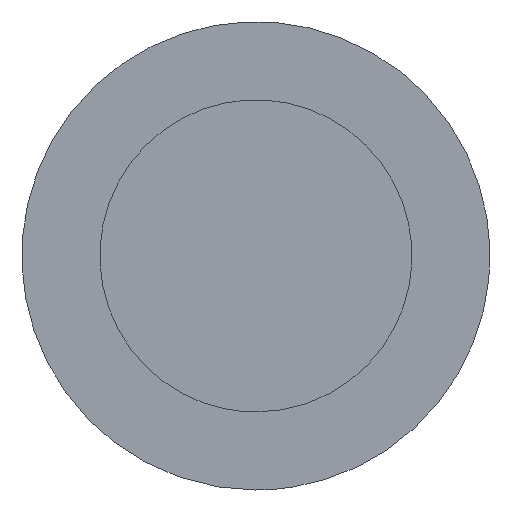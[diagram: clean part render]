
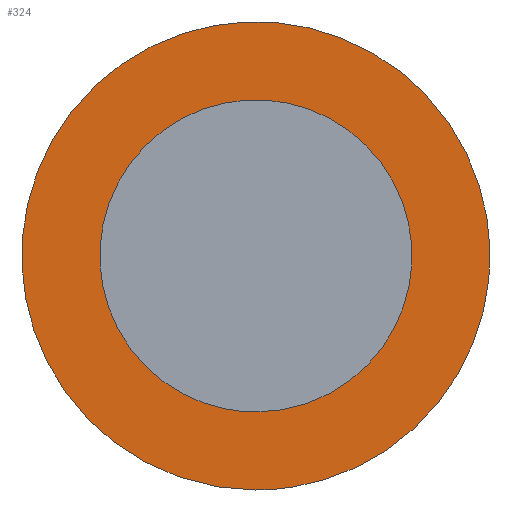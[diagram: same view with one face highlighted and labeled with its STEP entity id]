
A CAD part, left-side view. The second image highlights one B-rep face of the part: STEP entity #324.
In plain terms, the highlighted planar face has unit normal (-1, 0, 0).
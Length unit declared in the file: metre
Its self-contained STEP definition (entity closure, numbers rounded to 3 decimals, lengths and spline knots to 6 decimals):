
#4 = CARTESIAN_POINT('NONE', (0, 0, -0.004763));
#5 = VERTEX_POINT('NONE', #4);
#32 = CARTESIAN_POINT('NONE', (0, 0., -0.003175));
#33 = VERTEX_POINT('NONE', #32);
#36 = CARTESIAN_POINT('NONE', (0, 0, -0.004763));
#37 = CARTESIAN_POINT('NONE', (0, 0.004762, -0.004763));
#38 = CARTESIAN_POINT('NONE', (0, 0.004763, 0.));
#39 = CARTESIAN_POINT('NONE', (0, 0.004763, 0.004762));
#40 = CARTESIAN_POINT('NONE', (0, 0., 0.004763));
#41 = CARTESIAN_POINT('NONE', (0, -0.004762, 0.004763));
#42 = CARTESIAN_POINT('NONE', (0, -0.004763, 0.));
#43 = CARTESIAN_POINT('NONE', (0, -0.004763, -0.004762));
#44 = CARTESIAN_POINT('NONE', (0, 0, -0.004763));
#45 = (
  BOUNDED_CURVE()
  B_SPLINE_CURVE(2, (#36, #37, #38, #39, #40, #41, #42, #43, #44), .UNSPECIFIED., .F., .F.)
  B_SPLINE_CURVE_WITH_KNOTS((3, 2, 2, 2, 3), (0, 0.25, 0.5, 0.75, 1), .UNSPECIFIED.)
  CURVE()
  GEOMETRIC_REPRESENTATION_ITEM()
  RATIONAL_B_SPLINE_CURVE((1, 0.707, 1, 0.707, 1, 0.707, 1, 0.707, 1))
  REPRESENTATION_ITEM('NONE')
);
#132 = CARTESIAN_POINT('NONE', (0, 0., -0.003175));
#133 = CARTESIAN_POINT('NONE', (0, -0.003175, -0.003175));
#134 = CARTESIAN_POINT('NONE', (0, -0.003175, 0.));
#135 = CARTESIAN_POINT('NONE', (0, -0.003175, 0.003175));
#136 = CARTESIAN_POINT('NONE', (0, 0., 0.003175));
#137 = CARTESIAN_POINT('NONE', (0, 0.003175, 0.003175));
#138 = CARTESIAN_POINT('NONE', (0, 0.003175, 0.));
#139 = CARTESIAN_POINT('NONE', (0, 0.003175, -0.003175));
#140 = CARTESIAN_POINT('NONE', (0, 0., -0.003175));
#141 = (
  BOUNDED_CURVE()
  B_SPLINE_CURVE(2, (#132, #133, #134, #135, #136, #137, #138, #139, #140), .UNSPECIFIED., .F., .F.)
  B_SPLINE_CURVE_WITH_KNOTS((3, 2, 2, 2, 3), (-1, -0.75, -0.5, -0.25, 0), .UNSPECIFIED.)
  CURVE()
  GEOMETRIC_REPRESENTATION_ITEM()
  RATIONAL_B_SPLINE_CURVE((1, 0.707, 1, 0.707, 1, 0.707, 1, 0.707, 1))
  REPRESENTATION_ITEM('NONE')
);
#156 = EDGE_CURVE('NONE', #5, #5, #45, .T.);
#177 = EDGE_CURVE('NONE', #33, #33, #141, .T.);
#185 = ORIENTED_EDGE('NONE', *, *, #156, .T.);
#186 = EDGE_LOOP('NONE', (#185));
#240 = ORIENTED_EDGE('NONE', *, *, #177, .T.);
#241 = EDGE_LOOP('NONE', (#240));
#261 = CARTESIAN_POINT('NONE', (0, 0, -0));
#262 = DIRECTION('NONE', (1, 0, 0));
#263 = AXIS2_PLACEMENT_3D('NONE', #261, #262, $);
#264 = PLANE('NONE', #263);
#322 = FACE_OUTER_BOUND('NONE', #186, .F.);
#323 = FACE_BOUND('NONE', #241, .F.);
#324 = ADVANCED_FACE('NONE', (#322, #323), #264, .F.);
